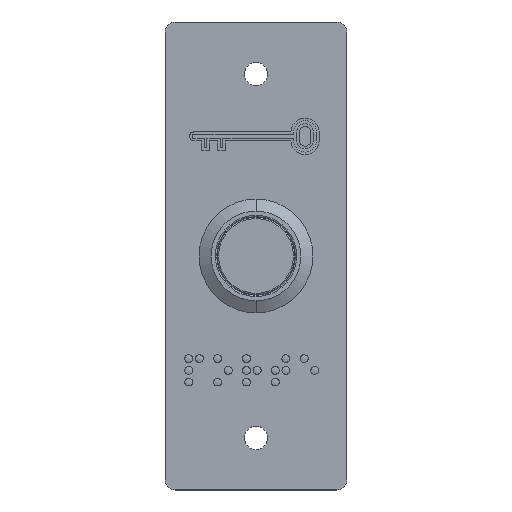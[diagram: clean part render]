
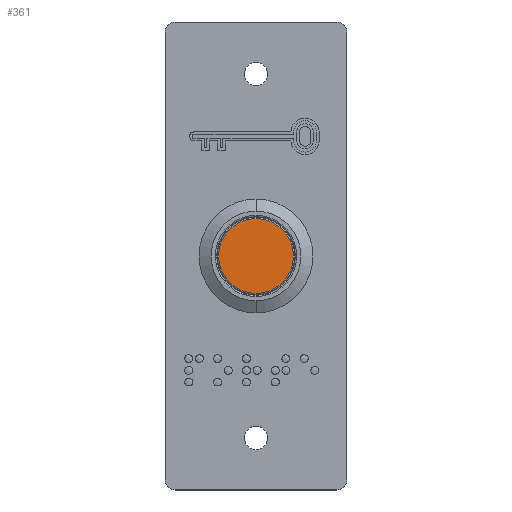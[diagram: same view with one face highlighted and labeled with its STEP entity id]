
A CAD part, top view. The second image highlights one B-rep face of the part: STEP entity #361.
In plain terms, the highlighted planar face has unit normal (0, 0, 1).
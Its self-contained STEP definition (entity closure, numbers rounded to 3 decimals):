
#107 = EDGE_LOOP ( 'NONE', ( #34785, #38875 ) ) ;
#361 = ADVANCED_FACE ( 'NONE', ( #13169 ), #3368, .T. ) ;
#1335 = DIRECTION ( 'NONE',  ( 0., 0., 1. ) ) ;
#3368 = PLANE ( 'NONE',  #45852 ) ;
#4374 = CARTESIAN_POINT ( 'NONE',  ( 0., 0., 20. ) ) ;
#6177 = CARTESIAN_POINT ( 'NONE',  ( 0., 0., 20. ) ) ;
#7199 = DIRECTION ( 'NONE',  ( 1., 0., 0. ) ) ;
#8199 = EDGE_CURVE ( 'NONE', #32769, #32469, #15303, .T. ) ;
#13169 = FACE_OUTER_BOUND ( 'NONE', #107, .T. ) ;
#15280 = CARTESIAN_POINT ( 'NONE',  ( -7.2, 0., 20. ) ) ;
#15303 = CIRCLE ( 'NONE', #34714, 7.2 ) ;
#24438 = CARTESIAN_POINT ( 'NONE',  ( 0., 0., 20. ) ) ;
#32469 = VERTEX_POINT ( 'NONE', #42399 ) ;
#32769 = VERTEX_POINT ( 'NONE', #15280 ) ;
#34396 = CIRCLE ( 'NONE', #40374, 7.2 ) ;
#34467 = DIRECTION ( 'NONE',  ( 1., 0., 0. ) ) ;
#34714 = AXIS2_PLACEMENT_3D ( 'NONE', #4374, #1335, #36414 ) ;
#34785 = ORIENTED_EDGE ( 'NONE', *, *, #40060, .T. ) ;
#36414 = DIRECTION ( 'NONE',  ( 1., 0., 0. ) ) ;
#38427 = DIRECTION ( 'NONE',  ( 0., 0., 1. ) ) ;
#38875 = ORIENTED_EDGE ( 'NONE', *, *, #8199, .T. ) ;
#39212 = DIRECTION ( 'NONE',  ( 0., 0., 1. ) ) ;
#40060 = EDGE_CURVE ( 'NONE', #32469, #32769, #34396, .T. ) ;
#40374 = AXIS2_PLACEMENT_3D ( 'NONE', #24438, #39212, #7199 ) ;
#42399 = CARTESIAN_POINT ( 'NONE',  ( 7.2, 0., 20. ) ) ;
#45852 = AXIS2_PLACEMENT_3D ( 'NONE', #6177, #38427, #34467 ) ;
